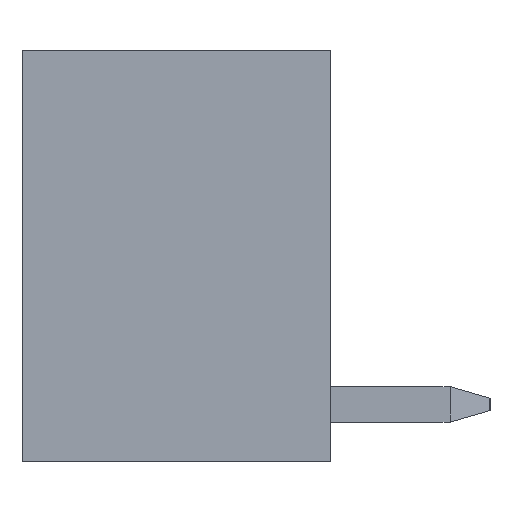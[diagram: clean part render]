
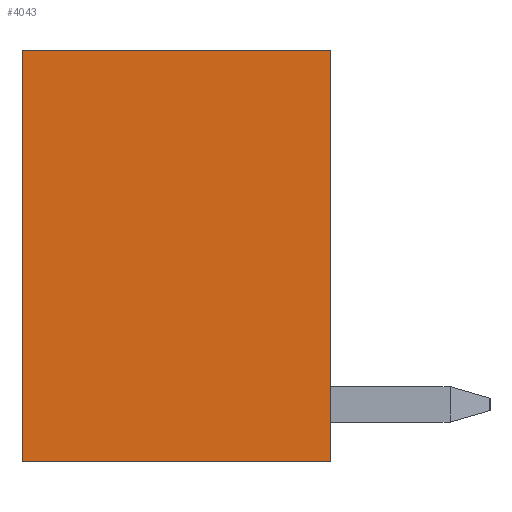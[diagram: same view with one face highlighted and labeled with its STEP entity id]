
A CAD part, left-side view. The second image highlights one B-rep face of the part: STEP entity #4043.
In plain terms, the highlighted planar face has unit normal (-1, 0, 0).
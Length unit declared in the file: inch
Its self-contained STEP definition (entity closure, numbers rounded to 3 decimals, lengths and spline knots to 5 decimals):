
#1=DIRECTION('',(0.,-1.,0.));
#2=VECTOR('',#1,0.27);
#3=CARTESIAN_POINT('',(-0.51,0.27,0.18));
#4=LINE('',#3,#2);
#416=DIRECTION('',(0.,0.,-1.));
#417=VECTOR('',#416,0.36);
#418=CARTESIAN_POINT('',(-0.51,0.27,0.18));
#419=LINE('',#418,#417);
#420=DIRECTION('',(0.,0.,-1.));
#421=VECTOR('',#420,0.36);
#422=CARTESIAN_POINT('',(-0.51,0.,0.18));
#423=LINE('',#422,#421);
#544=DIRECTION('',(0.,-1.,0.));
#545=VECTOR('',#544,0.27);
#546=CARTESIAN_POINT('',(-0.51,0.27,-0.18));
#547=LINE('',#546,#545);
#2891=CARTESIAN_POINT('',(-0.51,0.27,0.18));
#2892=CARTESIAN_POINT('',(-0.51,0.,0.18));
#2893=VERTEX_POINT('',#2891);
#2894=VERTEX_POINT('',#2892);
#2899=CARTESIAN_POINT('',(-0.51,0.27,-0.18));
#2900=CARTESIAN_POINT('',(-0.51,0.,-0.18));
#2901=VERTEX_POINT('',#2899);
#2902=VERTEX_POINT('',#2900);
#4029=CARTESIAN_POINT('',(-0.51,0.27,0.18));
#4030=DIRECTION('',(-1.,0.,0.));
#4031=DIRECTION('',(0.,-1.,0.));
#4032=AXIS2_PLACEMENT_3D('',#4029,#4030,#4031);
#4033=PLANE('',#4032);
#4034=ORIENTED_EDGE('',*,*,#3808,.T.);
#4036=ORIENTED_EDGE('',*,*,#4035,.T.);
#4038=ORIENTED_EDGE('',*,*,#4037,.F.);
#4040=ORIENTED_EDGE('',*,*,#4039,.F.);
#4041=EDGE_LOOP('',(#4034,#4036,#4038,#4040));
#4042=FACE_OUTER_BOUND('',#4041,.F.);
#4043=ADVANCED_FACE('',(#4042),#4033,.T.);
#3808=EDGE_CURVE('',#2893,#2894,#4,.T.);
#4035=EDGE_CURVE('',#2894,#2902,#423,.T.);
#4037=EDGE_CURVE('',#2901,#2902,#547,.T.);
#4039=EDGE_CURVE('',#2893,#2901,#419,.T.);
